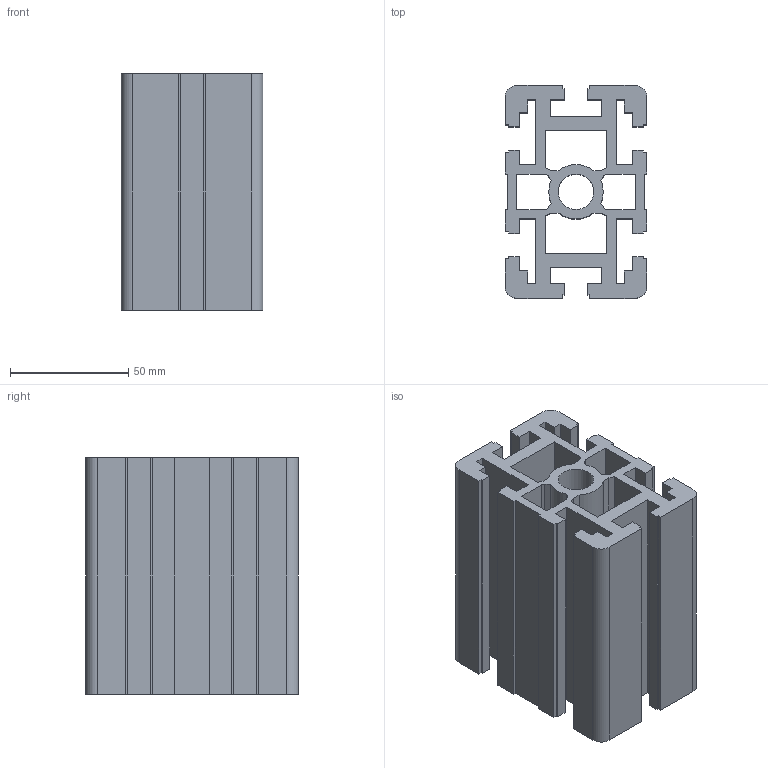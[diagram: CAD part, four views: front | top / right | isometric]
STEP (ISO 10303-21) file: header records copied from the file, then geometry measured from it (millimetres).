
FILE_DESCRIPTION(/* description */ (''),/* implementation_level */ '2;1');
FILE_NAME(/* name */ 'PB-1520_Profil_60x90-10.stp',/* time_stamp */ '2020-01-21T13:48:23+01:00',/* author */ ('jmaun'),/* organization */ (''),/* preprocessor_version */ 'ST-DEVELOPER v17',/* originating_system */ 'Autodesk Inventor 2019',/* authorisation */ '');
FILE_SCHEMA (('AUTOMOTIVE_DESIGN { 1 0 10303 214 3 1 1 }'));
Length unit declared in the file: millimetre
Products named in the file (1): PB-1520_Profil_60x90-10
Bounding box: 60 x 90 x 100 mm (x, y, z)
Volume: 255364.7 mm3; surface area: 102172.9 mm2
Topology: 1 solids, 1 shells, 131 faces, 387 edges, 258 vertices
Faces by surface type: plane 122, cylinder 9
Full cylindrical faces by diameter (mm): 15 x1
Entity records: 4358 total; most frequent: CARTESIAN_POINT 777, ORIENTED_EDGE 774, DIRECTION 669, EDGE_CURVE 387, LINE 369, VECTOR 369, VERTEX_POINT 258, AXIS2_PLACEMENT_3D 150
